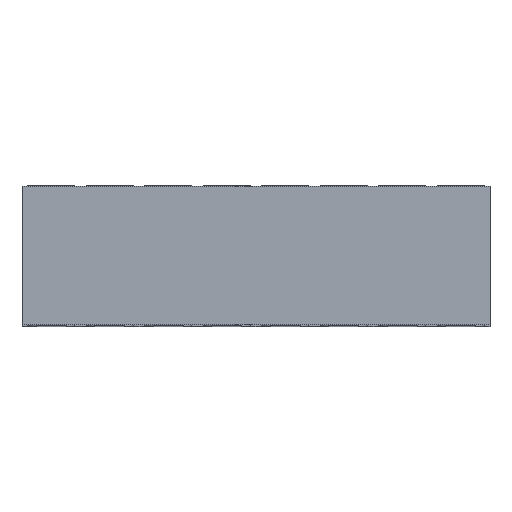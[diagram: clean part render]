
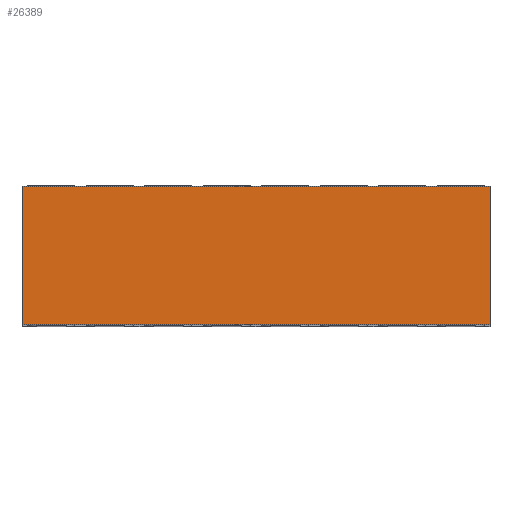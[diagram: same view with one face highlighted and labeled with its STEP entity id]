
A CAD part, top view. The second image highlights one B-rep face of the part: STEP entity #26389.
In plain terms, the highlighted face is planar.
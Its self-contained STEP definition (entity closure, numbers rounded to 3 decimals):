
#25939=DIRECTION('',(1.,0.,0.));
#25940=VECTOR('',#25939,29.6);
#25941=CARTESIAN_POINT('',(-14.8,1.5,50.));
#25942=LINE('',#25941,#25940);
#25953=DIRECTION('',(1.,0.,0.));
#25954=VECTOR('',#25953,29.6);
#25955=CARTESIAN_POINT('',(-14.8,1.5,-50.));
#25956=LINE('',#25955,#25954);
#25960=DIRECTION('',(0.,0.,1.));
#25961=VECTOR('',#25960,100.);
#25962=CARTESIAN_POINT('',(14.8,1.5,-50.));
#25963=LINE('',#25962,#25961);
#25974=DIRECTION('',(0.,0.,1.));
#25975=VECTOR('',#25974,100.);
#25976=CARTESIAN_POINT('',(-14.8,1.5,-50.));
#25977=LINE('',#25976,#25975);
#26226=CARTESIAN_POINT('',(14.8,1.5,-50.));
#26227=CARTESIAN_POINT('',(14.8,1.5,50.));
#26228=VERTEX_POINT('',#26226);
#26229=VERTEX_POINT('',#26227);
#26230=CARTESIAN_POINT('',(-14.8,1.5,-50.));
#26231=CARTESIAN_POINT('',(-14.8,1.5,50.));
#26232=VERTEX_POINT('',#26230);
#26233=VERTEX_POINT('',#26231);
#26377=CARTESIAN_POINT('',(-13.3,1.5,-50.));
#26378=DIRECTION('',(0.,1.,0.));
#26379=DIRECTION('',(-1.,0.,0.));
#26380=AXIS2_PLACEMENT_3D('',#26377,#26378,#26379);
#26381=PLANE('',#26380);
#26382=ORIENTED_EDGE('',*,*,#26359,.F.);
#26384=ORIENTED_EDGE('',*,*,#26383,.F.);
#26385=ORIENTED_EDGE('',*,*,#26263,.T.);
#26386=ORIENTED_EDGE('',*,*,#26372,.T.);
#26387=EDGE_LOOP('',(#26382,#26384,#26385,#26386));
#26388=FACE_OUTER_BOUND('',#26387,.F.);
#26263=EDGE_CURVE('',#26232,#26228,#25956,.T.);
#26359=EDGE_CURVE('',#26233,#26229,#25942,.T.);
#26372=EDGE_CURVE('',#26228,#26229,#25963,.T.);
#26383=EDGE_CURVE('',#26232,#26233,#25977,.T.);
#26389=ADVANCED_FACE('',(#26388),#26381,.T.);
